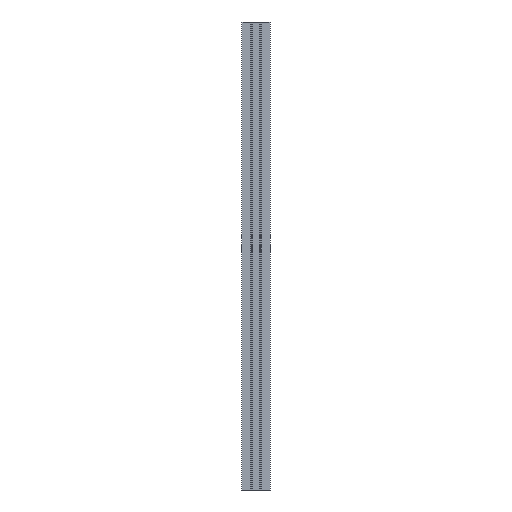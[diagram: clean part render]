
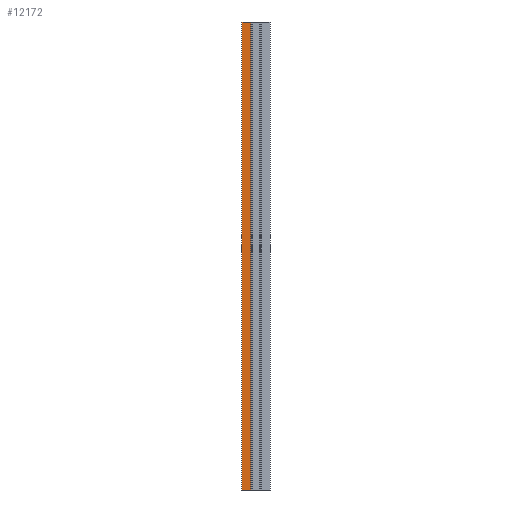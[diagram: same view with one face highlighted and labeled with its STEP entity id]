
A CAD part, left-side view. The second image highlights one B-rep face of the part: STEP entity #12172.
In plain terms, the highlighted planar face has unit normal (-1, 0, 0).
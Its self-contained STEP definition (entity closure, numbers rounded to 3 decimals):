
#379 = CARTESIAN_POINT ( 'NONE',  ( -15., 15., 500. ) ) ;
#474 = DIRECTION ( 'NONE',  ( 1., 0., 0. ) ) ;
#518 = CARTESIAN_POINT ( 'NONE',  ( -15., 15., 500. ) ) ;
#571 = LINE ( 'NONE', #5194, #9960 ) ;
#744 = AXIS2_PLACEMENT_3D ( 'NONE', #5161, #474, #8715 ) ;
#952 = LINE ( 'NONE', #14555, #12745 ) ;
#1997 = DIRECTION ( 'NONE',  ( 0., -1., 0. ) ) ;
#3009 = CARTESIAN_POINT ( 'NONE',  ( -15., 5.5, 500. ) ) ;
#3596 = FACE_OUTER_BOUND ( 'NONE', #8884, .T. ) ;
#4143 = EDGE_CURVE ( 'NONE', #7555, #12254, #5202, .T. ) ;
#4817 = EDGE_CURVE ( 'NONE', #7555, #7967, #952, .T. ) ;
#4841 = EDGE_CURVE ( 'NONE', #12254, #8696, #571, .T. ) ;
#5137 = ORIENTED_EDGE ( 'NONE', *, *, #4143, .F. ) ;
#5161 = CARTESIAN_POINT ( 'NONE',  ( -15., 15., 500. ) ) ;
#5194 = CARTESIAN_POINT ( 'NONE',  ( -15., 5.5, 500. ) ) ;
#5202 = LINE ( 'NONE', #379, #11098 ) ;
#5386 = EDGE_CURVE ( 'NONE', #7967, #8696, #11961, .T. ) ;
#5419 = CARTESIAN_POINT ( 'NONE',  ( -15., 5.5, 0. ) ) ;
#5673 = VECTOR ( 'NONE', #1997, 1000. ) ;
#6336 = DIRECTION ( 'NONE',  ( 0., -1., 0. ) ) ;
#6357 = DIRECTION ( 'NONE',  ( 0., 0., -1. ) ) ;
#7539 = ORIENTED_EDGE ( 'NONE', *, *, #4841, .F. ) ;
#7555 = VERTEX_POINT ( 'NONE', #518 ) ;
#7703 = ORIENTED_EDGE ( 'NONE', *, *, #5386, .T. ) ;
#7967 = VERTEX_POINT ( 'NONE', #10640 ) ;
#8696 = VERTEX_POINT ( 'NONE', #5419 ) ;
#8715 = DIRECTION ( 'NONE',  ( 0., 0., -1. ) ) ;
#8884 = EDGE_LOOP ( 'NONE', ( #7703, #7539, #5137, #14754 ) ) ;
#9960 = VECTOR ( 'NONE', #6357, 1000. ) ;
#10640 = CARTESIAN_POINT ( 'NONE',  ( -15., 15., 0. ) ) ;
#11064 = DIRECTION ( 'NONE',  ( 0., 0., -1. ) ) ;
#11098 = VECTOR ( 'NONE', #6336, 1000. ) ;
#11961 = LINE ( 'NONE', #14791, #5673 ) ;
#12172 = ADVANCED_FACE ( 'NONE', ( #3596 ), #14574, .F. ) ;
#12254 = VERTEX_POINT ( 'NONE', #3009 ) ;
#12745 = VECTOR ( 'NONE', #11064, 1000. ) ;
#14555 = CARTESIAN_POINT ( 'NONE',  ( -15., 15., 500. ) ) ;
#14574 = PLANE ( 'NONE',  #744 ) ;
#14754 = ORIENTED_EDGE ( 'NONE', *, *, #4817, .T. ) ;
#14791 = CARTESIAN_POINT ( 'NONE',  ( -15., 15., 0. ) ) ;
